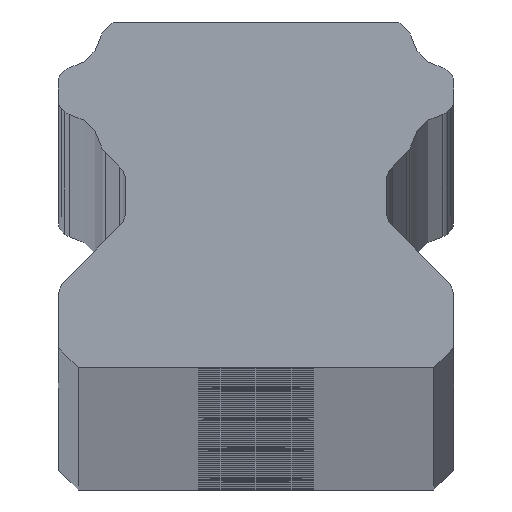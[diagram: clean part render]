
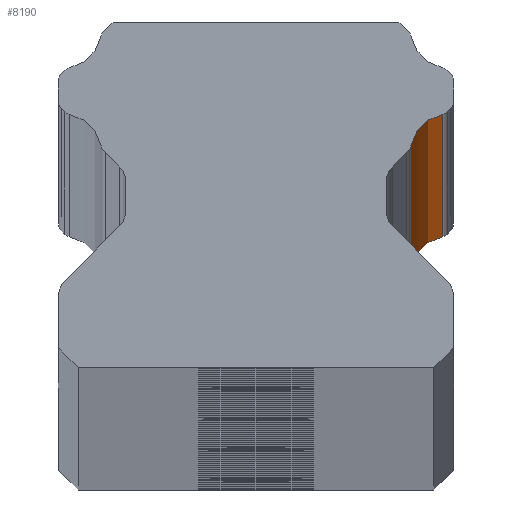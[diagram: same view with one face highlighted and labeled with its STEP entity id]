
A CAD part, top view. The second image highlights one B-rep face of the part: STEP entity #8190.
In plain terms, the highlighted cylindrical face has radius 2 mm (diameter 4 mm), a partial arc.
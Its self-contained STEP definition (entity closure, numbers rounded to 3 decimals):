
#702 = EDGE_CURVE ( 'NONE', #7898, #1203, #7005, .T. ) ;
#981 = DIRECTION ( 'NONE',  ( 0., 0., -1. ) ) ;
#1203 = VERTEX_POINT ( 'NONE', #10509 ) ;
#1616 = CARTESIAN_POINT ( 'NONE',  ( 7.847, -2.767, -1775. ) ) ;
#1905 = DIRECTION ( 'NONE',  ( -1., 0., 0. ) ) ;
#2050 = VECTOR ( 'NONE', #4231, 1000. ) ;
#2320 = LINE ( 'NONE', #3384, #2050 ) ;
#2722 = EDGE_LOOP ( 'NONE', ( #7249, #4811, #8116, #10031 ) ) ;
#3158 = CARTESIAN_POINT ( 'NONE',  ( 9.811, -3.146, 1775. ) ) ;
#3384 = CARTESIAN_POINT ( 'NONE',  ( 7.847, -2.767, 1775. ) ) ;
#3593 = AXIS2_PLACEMENT_3D ( 'NONE', #4314, #3625, #1905 ) ;
#3625 = DIRECTION ( 'NONE',  ( 0., 0., -1. ) ) ;
#3659 = CARTESIAN_POINT ( 'NONE',  ( 9.432, -1.182, 1775. ) ) ;
#3924 = CARTESIAN_POINT ( 'NONE',  ( 9.432, -1.182, 1775. ) ) ;
#4041 = DIRECTION ( 'NONE',  ( 0., 0., -1. ) ) ;
#4043 = CIRCLE ( 'NONE', #3593, 2. ) ;
#4077 = DIRECTION ( 'NONE',  ( -1., 0., 0. ) ) ;
#4231 = DIRECTION ( 'NONE',  ( 0., 0., -1. ) ) ;
#4314 = CARTESIAN_POINT ( 'NONE',  ( 9.811, -3.146, -1775. ) ) ;
#4704 = CIRCLE ( 'NONE', #7885, 2. ) ;
#4811 = ORIENTED_EDGE ( 'NONE', *, *, #702, .F. ) ;
#4970 = CYLINDRICAL_SURFACE ( 'NONE', #6638, 2. ) ;
#6371 = EDGE_CURVE ( 'NONE', #8508, #8135, #2320, .T. ) ;
#6638 = AXIS2_PLACEMENT_3D ( 'NONE', #10065, #981, #9087 ) ;
#7005 = LINE ( 'NONE', #3924, #7497 ) ;
#7249 = ORIENTED_EDGE ( 'NONE', *, *, #10319, .T. ) ;
#7281 = DIRECTION ( 'NONE',  ( 0., 0., -1. ) ) ;
#7497 = VECTOR ( 'NONE', #7281, 1000. ) ;
#7885 = AXIS2_PLACEMENT_3D ( 'NONE', #3158, #4041, #4077 ) ;
#7898 = VERTEX_POINT ( 'NONE', #3659 ) ;
#8116 = ORIENTED_EDGE ( 'NONE', *, *, #9286, .F. ) ;
#8135 = VERTEX_POINT ( 'NONE', #1616 ) ;
#8190 = ADVANCED_FACE ( 'NONE', ( #8990 ), #4970, .F. ) ;
#8508 = VERTEX_POINT ( 'NONE', #10588 ) ;
#8990 = FACE_OUTER_BOUND ( 'NONE', #2722, .T. ) ;
#9087 = DIRECTION ( 'NONE',  ( -1., 0., 0. ) ) ;
#9286 = EDGE_CURVE ( 'NONE', #8508, #7898, #4704, .T. ) ;
#10031 = ORIENTED_EDGE ( 'NONE', *, *, #6371, .T. ) ;
#10065 = CARTESIAN_POINT ( 'NONE',  ( 9.811, -3.146, 1775. ) ) ;
#10319 = EDGE_CURVE ( 'NONE', #8135, #1203, #4043, .T. ) ;
#10509 = CARTESIAN_POINT ( 'NONE',  ( 9.432, -1.182, -1775. ) ) ;
#10588 = CARTESIAN_POINT ( 'NONE',  ( 7.847, -2.767, 1775. ) ) ;
